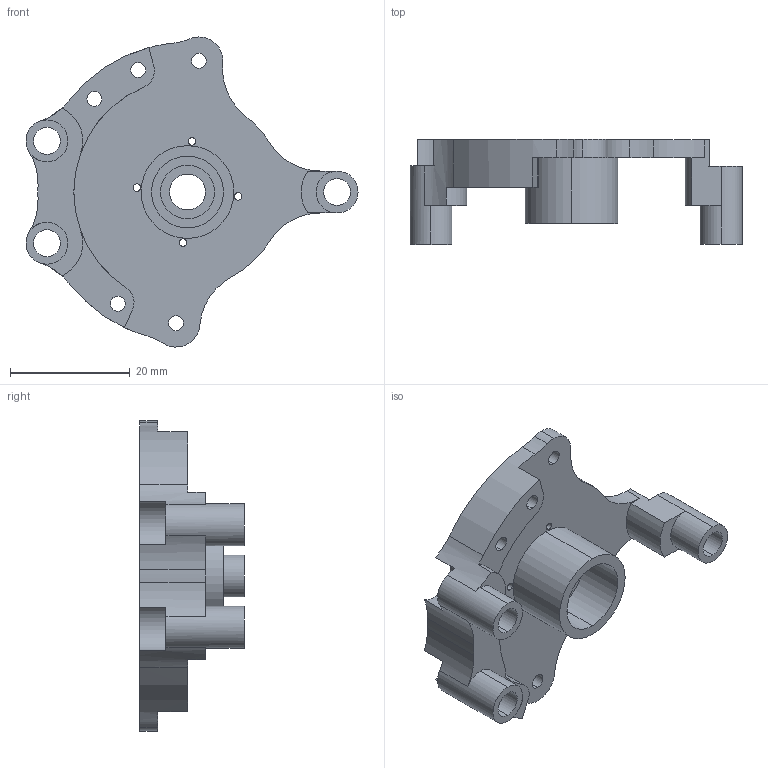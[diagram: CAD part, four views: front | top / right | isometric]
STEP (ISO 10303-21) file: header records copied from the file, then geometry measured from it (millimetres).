
FILE_DESCRIPTION (( 'STEP AP214' ), '1' );
FILE_NAME ('MOT-SUPROUL-01.STEP', '2023-04-20T13:47:48', ( '' ), ( '' ), 'SwSTEP 2.0', 'SolidWorks 2023', '' );
FILE_SCHEMA (( 'AUTOMOTIVE_DESIGN' ));
Length unit declared in the file: millimetre
Products named in the file (1): MOT-SUPROUL-01
Bounding box: 55.49 x 17.5 x 51.83 mm (x, y, z)
Volume: 7998.4 mm3; surface area: 6895.7 mm2
Topology: 1 solids, 1 shells, 103 faces, 284 edges, 182 vertices
Faces by surface type: cylinder 74, plane 21, cone 8
Entity records: 3379 total; most frequent: DIRECTION 646, CARTESIAN_POINT 562, ORIENTED_EDGE 552, EDGE_CURVE 276, AXIS2_PLACEMENT_3D 266, VERTEX_POINT 182, CIRCLE 162, EDGE_LOOP 136
